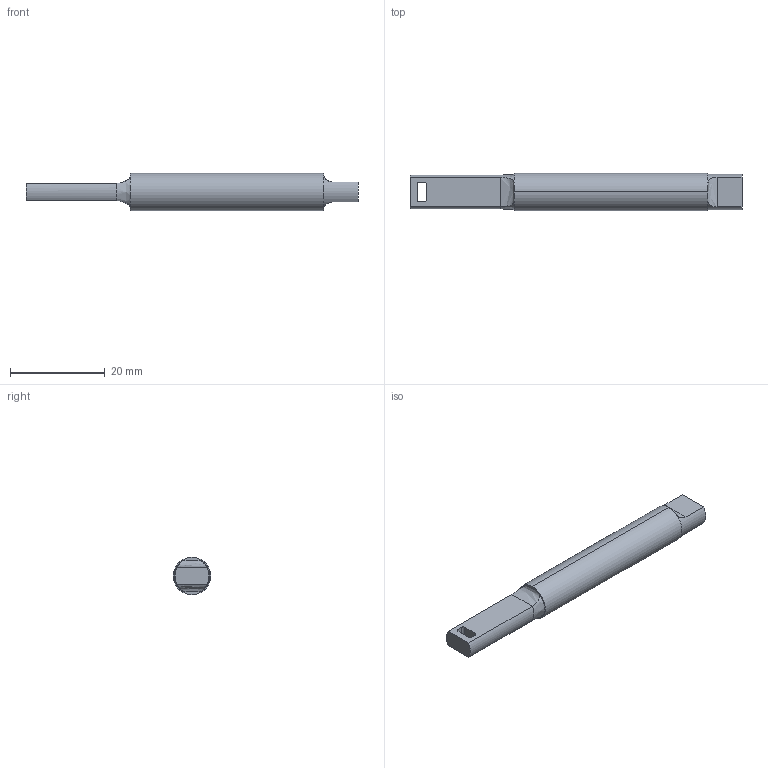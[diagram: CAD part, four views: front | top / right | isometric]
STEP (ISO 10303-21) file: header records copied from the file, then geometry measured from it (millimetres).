
FILE_DESCRIPTION (( 'STEP AP214' ), '1' );
FILE_NAME ('diff axel right side.STEP', '2024-12-05T18:02:51', ( '' ), ( '' ), 'SwSTEP 2.0', 'SolidWorks 2023', '' );
FILE_SCHEMA (( 'AUTOMOTIVE_DESIGN' ));
Length unit declared in the file: millimetre
Products named in the file (1): diff axel right side
Bounding box: 70 x 7.9 x 7.9 mm (x, y, z)
Volume: 2758.2 mm3; surface area: 1715.5 mm2
Topology: 1 solids, 1 shells, 28 faces, 72 edges, 48 vertices
Faces by surface type: plane 12, cylinder 10, bspline 6
Entity records: 1361 total; most frequent: CARTESIAN_POINT 701, ORIENTED_EDGE 144, DIRECTION 112, EDGE_CURVE 72, VERTEX_POINT 48, AXIS2_PLACEMENT_3D 41, EDGE_LOOP 32, VECTOR 30
